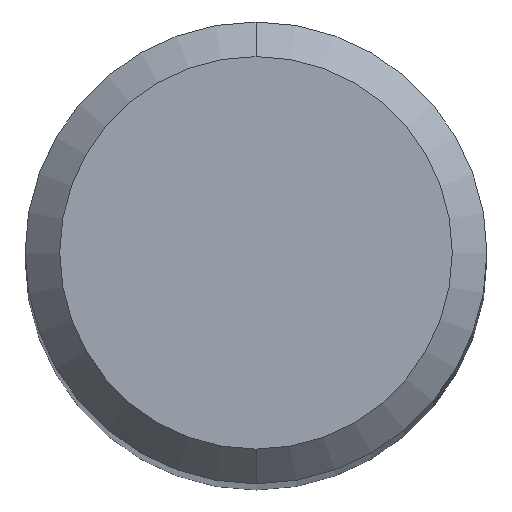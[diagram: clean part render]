
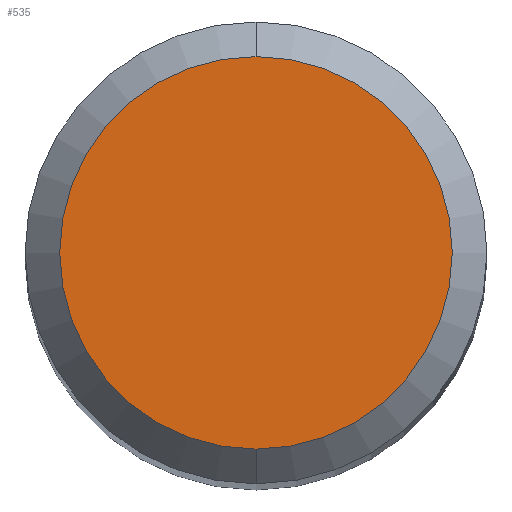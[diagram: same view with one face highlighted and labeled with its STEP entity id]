
A CAD part, top view. The second image highlights one B-rep face of the part: STEP entity #535.
In plain terms, the highlighted planar face has unit normal (0, 0, 1).
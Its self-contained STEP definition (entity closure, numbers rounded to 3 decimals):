
#381=EDGE_CURVE('',#649,#403,#1049,.T.);
#403=VERTEX_POINT('',#1075);
#535=ADVANCED_FACE('',(#1221),#1222,.T.);
#649=VERTEX_POINT('',#1340);
#993=EDGE_CURVE('',#403,#649,#1715,.T.);
#1049=CIRCLE('',#1947,1.7);
#1075=CARTESIAN_POINT('',(0.,-1.7,0.0));
#1221=FACE_OUTER_BOUND('',#2637,.T.);
#1222=PLANE('',#2638);
#1340=CARTESIAN_POINT('',(0.0,1.7,0.0));
#1715=CIRCLE('',#4629,1.7);
#1947=AXIS2_PLACEMENT_3D('',#4686,#4687,#4688);
#2637=EDGE_LOOP('',(#4954,#4955));
#2638=AXIS2_PLACEMENT_3D('',#4956,#4957,#4958);
#4629=AXIS2_PLACEMENT_3D('',#5402,#5403,#5404);
#4686=CARTESIAN_POINT('',(0.0,0.0,0.0));
#4687=DIRECTION('',(0.0,0.0,-1.0));
#4688=DIRECTION('',(0.0,1.0,0.0));
#4954=ORIENTED_EDGE('',*,*,#381,.F.);
#4955=ORIENTED_EDGE('',*,*,#993,.F.);
#4956=CARTESIAN_POINT('',(0.0,0.85,0.0));
#4957=DIRECTION('',(-0.0,0.0,1.0));
#4958=DIRECTION('',(0.0,-1.0,0.0));
#5402=CARTESIAN_POINT('',(0.0,0.0,0.0));
#5403=DIRECTION('',(0.0,0.0,-1.0));
#5404=DIRECTION('',(0.0,1.0,0.0));
